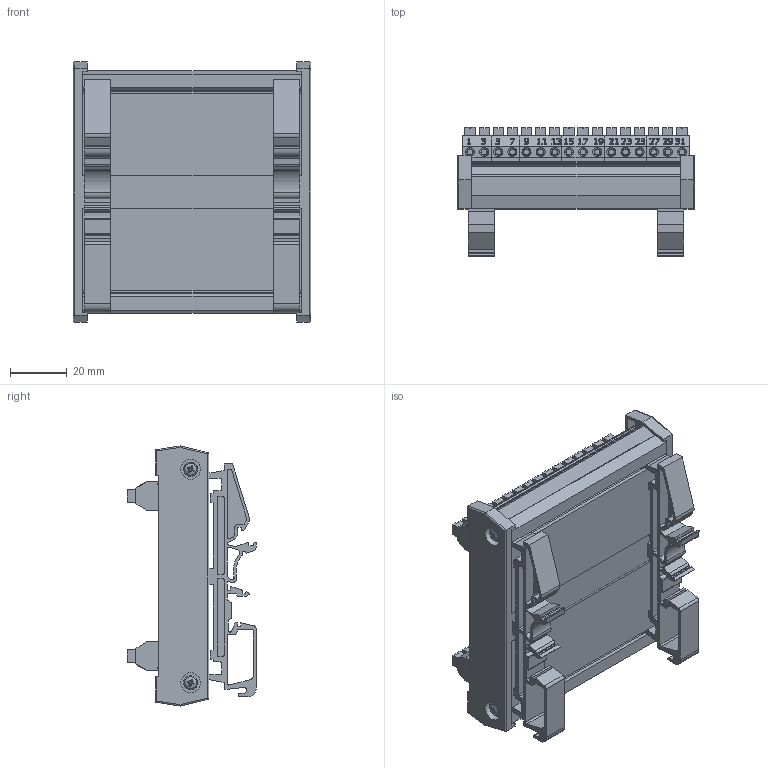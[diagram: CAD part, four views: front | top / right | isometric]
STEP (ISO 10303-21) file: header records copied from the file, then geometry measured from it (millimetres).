
FILE_DESCRIPTION((''),'2;1');
FILE_NAME('8838.2_S.stp','2014-01-15T08:30:04',('roland'),(''),'Autodesk Inventor 2013','Autodesk Inventor 2013','');
FILE_SCHEMA(('CONFIG_CONTROL_DESIGN'));
Length unit declared in the file: millimetre
Products named in the file (10): 8838; 16 plate; 16diodes; BASE SIDE; BASE LEGS; BS EN ISO 7045 Z - Metric M2.5 x 10 - 4.8 - Z; 16 lable1; 16 lable2; 3 Green spring; 2 Green spring
Assembly tree (24 placements, depth 2):
  8838
    16 plate
    16diodes
    BASE SIDE  x2
    BASE LEGS  x2
    BS EN ISO 7045 Z - Metric M2.5 x 10 - 4.8 - Z  x4
    16 lable1
    16 lable2
    3 Green spring  x8
    2 Green spring  x4
Bounding box: 84 x 45.69 x 91.98 mm (x, y, z)
Volume: 57832.2 mm3; surface area: 74632.6 mm2
Topology: 24 solids, 24 shells, 2606 faces, 6903 edges, 4574 vertices
Faces by surface type: plane 1509, bspline 528, cylinder 449, cone 64, torus 52, sphere 4
Full cylindrical faces by diameter (mm): 1 x96, 1.3 x32, 2 x64, 2.256 x4, 2.5 x4, 3.2 x36, 7 x4, 9 x4
Entity records: 56851 total; most frequent: CARTESIAN_POINT 16525, ORIENTED_EDGE 9000, DIRECTION 6373, EDGE_CURVE 4500, VERTEX_POINT 3099, VECTOR 2807, LINE 2807, EDGE_LOOP 2217
